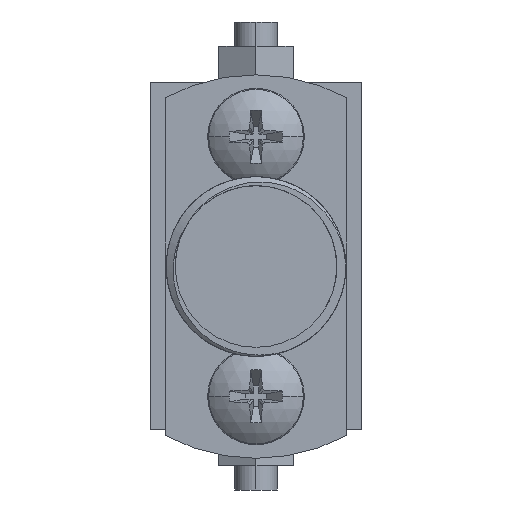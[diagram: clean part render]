
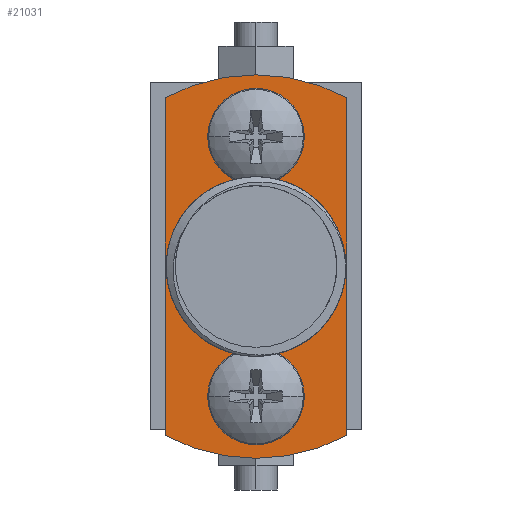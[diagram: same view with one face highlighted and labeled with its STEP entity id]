
A CAD part, left-side view. The second image highlights one B-rep face of the part: STEP entity #21031.
In plain terms, the highlighted planar face has unit normal (-1, 0, 0).
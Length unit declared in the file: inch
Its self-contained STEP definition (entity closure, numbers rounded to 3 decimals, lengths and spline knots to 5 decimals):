
#16 = AXIS2_PLACEMENT_3D ( 'NONE', #22798, #7898, #10077 ) ;
#26 = VECTOR ( 'NONE', #8128, 39.37008 ) ;
#184 = DIRECTION ( 'NONE',  ( 1., 0., 0. ) ) ;
#331 = ORIENTED_EDGE ( 'NONE', *, *, #13395, .T. ) ;
#576 = DIRECTION ( 'NONE',  ( 0., 0., -1. ) ) ;
#751 = CARTESIAN_POINT ( 'NONE',  ( -0.95276, 0., -0.18307 ) ) ;
#992 = DIRECTION ( 'NONE',  ( 1., 0., 0. ) ) ;
#1976 = ORIENTED_EDGE ( 'NONE', *, *, #22476, .T. ) ;
#2140 = ORIENTED_EDGE ( 'NONE', *, *, #9966, .T. ) ;
#2268 = LINE ( 'NONE', #7737, #26 ) ;
#2347 = CARTESIAN_POINT ( 'NONE',  ( -0.95276, 0., 0.15551 ) ) ;
#2576 = ORIENTED_EDGE ( 'NONE', *, *, #13972, .F. ) ;
#3300 = EDGE_LOOP ( 'NONE', ( #9106, #2140 ) ) ;
#3519 = DIRECTION ( 'NONE',  ( 0., 1., 0. ) ) ;
#3603 = DIRECTION ( 'NONE',  ( 0., -0.472, -0.881 ) ) ;
#3960 = CIRCLE ( 'NONE', #7352, 0.05118 ) ;
#4017 = DIRECTION ( 'NONE',  ( 1., 0., 0. ) ) ;
#4069 = VERTEX_POINT ( 'NONE', #14922 ) ;
#4108 = VERTEX_POINT ( 'NONE', #9828 ) ;
#4143 = FACE_BOUND ( 'NONE', #10436, .T. ) ;
#4537 = DIRECTION ( 'NONE',  ( -1., 0., 0. ) ) ;
#5410 = CIRCLE ( 'NONE', #8898, 0.10531 ) ;
#5617 = DIRECTION ( 'NONE',  ( 0., 0., 1. ) ) ;
#5736 = AXIS2_PLACEMENT_3D ( 'NONE', #20968, #4537, #11855 ) ;
#5896 = FACE_BOUND ( 'NONE', #3300, .T. ) ;
#5898 = VECTOR ( 'NONE', #576, 39.37008 ) ;
#5929 = ORIENTED_EDGE ( 'NONE', *, *, #15401, .F. ) ;
#6495 = DIRECTION ( 'NONE',  ( 0., 0., 1. ) ) ;
#6852 = CARTESIAN_POINT ( 'NONE',  ( -0.95276, 0., -0.01378 ) ) ;
#7352 = AXIS2_PLACEMENT_3D ( 'NONE', #751, #992, #10029 ) ;
#7468 = VERTEX_POINT ( 'NONE', #20425 ) ;
#7473 = AXIS2_PLACEMENT_3D ( 'NONE', #18148, #184, #5617 ) ;
#7737 = CARTESIAN_POINT ( 'NONE',  ( -0.95276, 0.11811, -0.23412 ) ) ;
#7898 = DIRECTION ( 'NONE',  ( 1., 0., 0. ) ) ;
#7977 = CIRCLE ( 'NONE', #16, 0.25 ) ;
#8053 = EDGE_CURVE ( 'NONE', #19913, #4069, #12424, .T. ) ;
#8128 = DIRECTION ( 'NONE',  ( 0., 0., 1. ) ) ;
#8441 = PLANE ( 'NONE',  #22326 ) ;
#8898 = AXIS2_PLACEMENT_3D ( 'NONE', #14926, #21837, #3519 ) ;
#9035 = VERTEX_POINT ( 'NONE', #17391 ) ;
#9106 = ORIENTED_EDGE ( 'NONE', *, *, #20259, .T. ) ;
#9514 = EDGE_CURVE ( 'NONE', #7468, #10354, #5410, .T. ) ;
#9723 = VERTEX_POINT ( 'NONE', #16856 ) ;
#9815 = ORIENTED_EDGE ( 'NONE', *, *, #8053, .F. ) ;
#9828 = CARTESIAN_POINT ( 'NONE',  ( -0.95276, 0., 0.10433 ) ) ;
#9906 = ORIENTED_EDGE ( 'NONE', *, *, #17537, .F. ) ;
#9966 = EDGE_CURVE ( 'NONE', #9035, #14786, #3960, .T. ) ;
#10029 = DIRECTION ( 'NONE',  ( 0., 0., 1. ) ) ;
#10077 = DIRECTION ( 'NONE',  ( 0., 0.472, 0.881 ) ) ;
#10354 = VERTEX_POINT ( 'NONE', #23617 ) ;
#10436 = EDGE_LOOP ( 'NONE', ( #1976, #331 ) ) ;
#10616 = AXIS2_PLACEMENT_3D ( 'NONE', #23360, #16442, #3603 ) ;
#11855 = DIRECTION ( 'NONE',  ( 0., -1., 0. ) ) ;
#12078 = DIRECTION ( 'NONE',  ( 0., 0., -1. ) ) ;
#12162 = FACE_OUTER_BOUND ( 'NONE', #23423, .T. ) ;
#12268 = ORIENTED_EDGE ( 'NONE', *, *, #9514, .F. ) ;
#12424 = LINE ( 'NONE', #12547, #5898 ) ;
#12547 = CARTESIAN_POINT ( 'NONE',  ( -0.95276, -0.11811, 0.20656 ) ) ;
#13153 = DIRECTION ( 'NONE',  ( 0., 0., -1. ) ) ;
#13269 = FACE_BOUND ( 'NONE', #17479, .T. ) ;
#13271 = CIRCLE ( 'NONE', #7473, 0.05118 ) ;
#13395 = EDGE_CURVE ( 'NONE', #23513, #4108, #13271, .T. ) ;
#13674 = CARTESIAN_POINT ( 'NONE',  ( -0.95276, -0.11811, 0.20656 ) ) ;
#13870 = ORIENTED_EDGE ( 'NONE', *, *, #18345, .F. ) ;
#13972 = EDGE_CURVE ( 'NONE', #18719, #19913, #7977, .T. ) ;
#14786 = VERTEX_POINT ( 'NONE', #20969 ) ;
#14922 = CARTESIAN_POINT ( 'NONE',  ( -0.95276, -0.11811, -0.23412 ) ) ;
#14926 = CARTESIAN_POINT ( 'NONE',  ( -0.95276, 0., -0.01378 ) ) ;
#15401 = EDGE_CURVE ( 'NONE', #10354, #7468, #20704, .T. ) ;
#15629 = CIRCLE ( 'NONE', #21306, 0.05118 ) ;
#16207 = CIRCLE ( 'NONE', #19231, 0.05118 ) ;
#16442 = DIRECTION ( 'NONE',  ( 1., 0., 0. ) ) ;
#16799 = CIRCLE ( 'NONE', #10616, 0.25 ) ;
#16856 = CARTESIAN_POINT ( 'NONE',  ( -0.95276, 0.11811, -0.23412 ) ) ;
#17391 = CARTESIAN_POINT ( 'NONE',  ( -0.95276, 0., -0.13189 ) ) ;
#17479 = EDGE_LOOP ( 'NONE', ( #12268, #5929 ) ) ;
#17537 = EDGE_CURVE ( 'NONE', #4069, #9723, #16799, .T. ) ;
#17814 = DIRECTION ( 'NONE',  ( 1., 0., 0. ) ) ;
#18148 = CARTESIAN_POINT ( 'NONE',  ( -0.95276, 0., 0.15551 ) ) ;
#18326 = CARTESIAN_POINT ( 'NONE',  ( -0.95276, 0., 0.20669 ) ) ;
#18345 = EDGE_CURVE ( 'NONE', #9723, #18719, #2268, .T. ) ;
#18580 = CARTESIAN_POINT ( 'NONE',  ( -0.95276, 0.11811, 0.20656 ) ) ;
#18719 = VERTEX_POINT ( 'NONE', #18580 ) ;
#19231 = AXIS2_PLACEMENT_3D ( 'NONE', #21083, #19538, #12078 ) ;
#19538 = DIRECTION ( 'NONE',  ( 1., 0., 0. ) ) ;
#19913 = VERTEX_POINT ( 'NONE', #13674 ) ;
#20259 = EDGE_CURVE ( 'NONE', #14786, #9035, #16207, .T. ) ;
#20425 = CARTESIAN_POINT ( 'NONE',  ( -0.95276, 0.10531, -0.01378 ) ) ;
#20704 = CIRCLE ( 'NONE', #5736, 0.10531 ) ;
#20968 = CARTESIAN_POINT ( 'NONE',  ( -0.95276, 0., -0.01378 ) ) ;
#20969 = CARTESIAN_POINT ( 'NONE',  ( -0.95276, 0., -0.23425 ) ) ;
#21031 = ADVANCED_FACE ( 'NONE', ( #5896, #13269, #4143, #12162 ), #8441, .F. ) ;
#21083 = CARTESIAN_POINT ( 'NONE',  ( -0.95276, 0., -0.18307 ) ) ;
#21306 = AXIS2_PLACEMENT_3D ( 'NONE', #2347, #4017, #13153 ) ;
#21837 = DIRECTION ( 'NONE',  ( -1., 0., 0. ) ) ;
#22326 = AXIS2_PLACEMENT_3D ( 'NONE', #6852, #17814, #6495 ) ;
#22476 = EDGE_CURVE ( 'NONE', #4108, #23513, #15629, .T. ) ;
#22798 = CARTESIAN_POINT ( 'NONE',  ( -0.95276, 0., -0.01378 ) ) ;
#23360 = CARTESIAN_POINT ( 'NONE',  ( -0.95276, 0., -0.01378 ) ) ;
#23423 = EDGE_LOOP ( 'NONE', ( #9815, #2576, #13870, #9906 ) ) ;
#23513 = VERTEX_POINT ( 'NONE', #18326 ) ;
#23617 = CARTESIAN_POINT ( 'NONE',  ( -0.95276, -0.10531, -0.01378 ) ) ;
